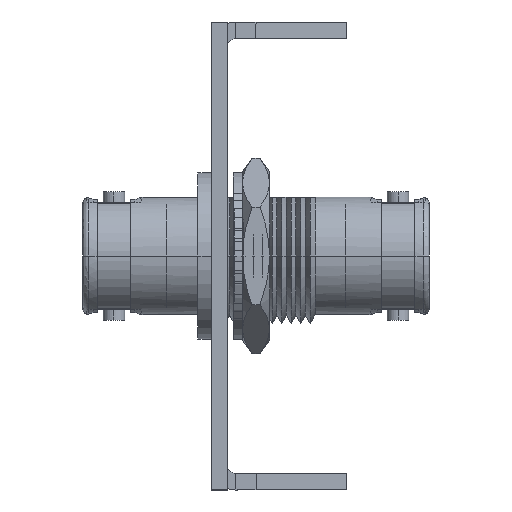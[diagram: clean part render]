
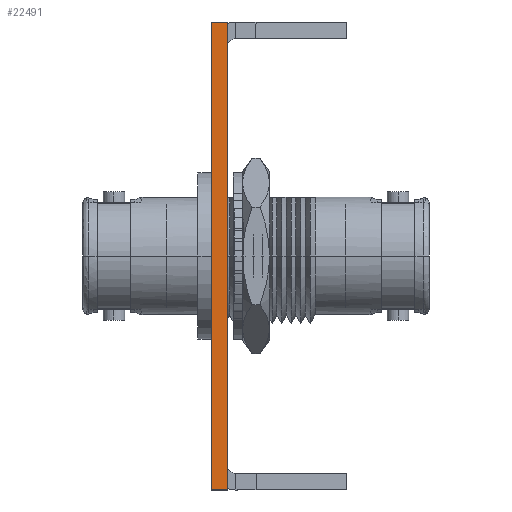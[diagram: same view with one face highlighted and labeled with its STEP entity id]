
A CAD part, left-side view. The second image highlights one B-rep face of the part: STEP entity #22491.
In plain terms, the highlighted planar face has unit normal (-1, 0, 0).
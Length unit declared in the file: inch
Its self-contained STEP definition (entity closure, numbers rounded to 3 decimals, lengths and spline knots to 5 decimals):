
#48 = ORIENTED_EDGE ( 'NONE', *, *, #1723, .T. ) ;
#226 = VECTOR ( 'NONE', #27098, 39.37008 ) ;
#346 = ORIENTED_EDGE ( 'NONE', *, *, #18226, .F. ) ;
#1723 = EDGE_CURVE ( 'NONE', #7841, #8382, #24788, .T. ) ;
#2301 = CARTESIAN_POINT ( 'NONE',  ( -9.5, 0.06, -0.865 ) ) ;
#2376 = AXIS2_PLACEMENT_3D ( 'NONE', #8750, #11200, #28521 ) ;
#2436 = CARTESIAN_POINT ( 'NONE',  ( -9.5, -38.1572, -0.865 ) ) ;
#6359 = CARTESIAN_POINT ( 'NONE',  ( -9.5, 0., -0.865 ) ) ;
#7841 = VERTEX_POINT ( 'NONE', #27661 ) ;
#8382 = VERTEX_POINT ( 'NONE', #15215 ) ;
#8750 = CARTESIAN_POINT ( 'NONE',  ( -9.5, -38.1572, 0.865 ) ) ;
#8899 = LINE ( 'NONE', #2436, #14722 ) ;
#10192 = VERTEX_POINT ( 'NONE', #2301 ) ;
#10341 = CARTESIAN_POINT ( 'NONE',  ( -9.5, 0.06, 0.865 ) ) ;
#11200 = DIRECTION ( 'NONE',  ( -1., 0., 0. ) ) ;
#11704 = VECTOR ( 'NONE', #30147, 39.37008 ) ;
#12060 = EDGE_LOOP ( 'NONE', ( #346, #16961, #15167, #48 ) ) ;
#12319 = FACE_OUTER_BOUND ( 'NONE', #12060, .T. ) ;
#12476 = LINE ( 'NONE', #10341, #11704 ) ;
#14126 = CARTESIAN_POINT ( 'NONE',  ( -9.5, -38.1572, 0.865 ) ) ;
#14722 = VECTOR ( 'NONE', #17395, 39.37008 ) ;
#15012 = CARTESIAN_POINT ( 'NONE',  ( -9.5, 0., 0.865 ) ) ;
#15167 = ORIENTED_EDGE ( 'NONE', *, *, #16938, .T. ) ;
#15215 = CARTESIAN_POINT ( 'NONE',  ( -9.5, 0.06, 0.865 ) ) ;
#16938 = EDGE_CURVE ( 'NONE', #18444, #7841, #31640, .T. ) ;
#16961 = ORIENTED_EDGE ( 'NONE', *, *, #30169, .F. ) ;
#17395 = DIRECTION ( 'NONE',  ( 0., 1., 0. ) ) ;
#17467 = VECTOR ( 'NONE', #26438, 39.37008 ) ;
#18226 = EDGE_CURVE ( 'NONE', #10192, #8382, #12476, .T. ) ;
#18444 = VERTEX_POINT ( 'NONE', #6359 ) ;
#22491 = ADVANCED_FACE ( 'NONE', ( #12319 ), #23472, .T. ) ;
#23472 = PLANE ( 'NONE',  #2376 ) ;
#24788 = LINE ( 'NONE', #14126, #17467 ) ;
#26438 = DIRECTION ( 'NONE',  ( 0., 1., 0. ) ) ;
#27098 = DIRECTION ( 'NONE',  ( 0., 0., 1. ) ) ;
#27661 = CARTESIAN_POINT ( 'NONE',  ( -9.5, 0., 0.865 ) ) ;
#28521 = DIRECTION ( 'NONE',  ( 0., 0., 1. ) ) ;
#30147 = DIRECTION ( 'NONE',  ( 0., 0., 1. ) ) ;
#30169 = EDGE_CURVE ( 'NONE', #18444, #10192, #8899, .T. ) ;
#31640 = LINE ( 'NONE', #15012, #226 ) ;
